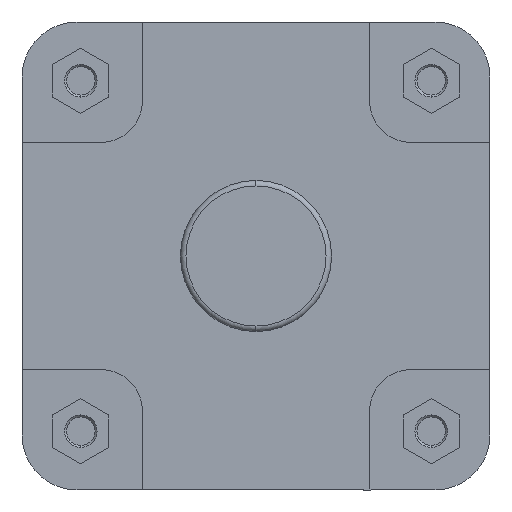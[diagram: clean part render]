
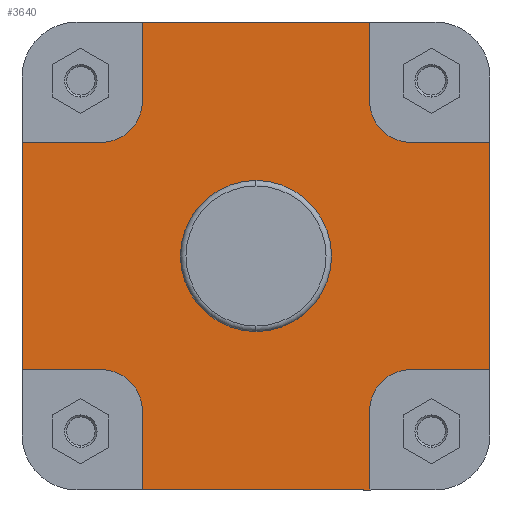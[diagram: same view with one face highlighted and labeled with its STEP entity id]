
A CAD part, left-side view. The second image highlights one B-rep face of the part: STEP entity #3640.
In plain terms, the highlighted planar face has unit normal (-1, 0, 0).
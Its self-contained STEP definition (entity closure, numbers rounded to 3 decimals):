
#123 = CARTESIAN_POINT ( 'NONE',  ( 16., -112.5, 82.5 ) ) ;
#124 = CARTESIAN_POINT ( 'NONE',  ( 16., -82.5, 112.5 ) ) ;
#125 = CARTESIAN_POINT ( 'NONE',  ( 16., -170., -82.5 ) ) ;
#126 = CARTESIAN_POINT ( 'NONE',  ( 16., -170., 82.5 ) ) ;
#127 = CARTESIAN_POINT ( 'NONE',  ( 16., 82.5, -170. ) ) ;
#128 = CARTESIAN_POINT ( 'NONE',  ( 16., -112.5, -82.5 ) ) ;
#129 = CARTESIAN_POINT ( 'NONE',  ( 16., -82.5, -170. ) ) ;
#130 = CARTESIAN_POINT ( 'NONE',  ( 16., -82.5, -112.5 ) ) ;
#131 = CARTESIAN_POINT ( 'NONE',  ( 16., 170., 82.5 ) ) ;
#132 = CARTESIAN_POINT ( 'NONE',  ( 16., 170., -82.5 ) ) ;
#133 = CARTESIAN_POINT ( 'NONE',  ( 16., 112.5, -82.5 ) ) ;
#134 = CARTESIAN_POINT ( 'NONE',  ( 16., 82.5, -112.5 ) ) ;
#536 = VERTEX_POINT ( 'NONE', #6157 ) ;
#538 = VERTEX_POINT ( 'NONE', #6159 ) ;
#546 = VERTEX_POINT ( 'NONE', #6167 ) ;
#551 = VERTEX_POINT ( 'NONE', #6172 ) ;
#566 = VERTEX_POINT ( 'NONE', #6187 ) ;
#574 = VERTEX_POINT ( 'NONE', #6195 ) ;
#1039 = AXIS2_PLACEMENT_3D ( 'NONE', #2359, #2369, #2370 ) ;
#1126 = AXIS2_PLACEMENT_3D ( 'NONE', #2799, #2811, #2812 ) ;
#1131 = AXIS2_PLACEMENT_3D ( 'NONE', #2854, #2859, #2860 ) ;
#1133 = AXIS2_PLACEMENT_3D ( 'NONE', #2872, #2877, #2878 ) ;
#1135 = AXIS2_PLACEMENT_3D ( 'NONE', #2904, #2906, #2907 ) ;
#1137 = AXIS2_PLACEMENT_3D ( 'NONE', #2930, #2948, #2949 ) ;
#1149 = AXIS2_PLACEMENT_3D ( 'NONE', #2996, #2997, #2998 ) ;
#1468 = FACE_OUTER_BOUND ( 'NONE', #3903, .T. ) ;
#1470 = FACE_BOUND ( 'NONE', #3694, .T. ) ;
#1666 = LINE ( 'NONE', #2708, #1672 ) ;
#1672 = VECTOR ( 'NONE', #2711, 1000. ) ;
#1678 = VECTOR ( 'NONE', #2734, 1000. ) ;
#1688 = LINE ( 'NONE', #2727, #1678 ) ;
#1710 = LINE ( 'NONE', #2758, #1718 ) ;
#1718 = VECTOR ( 'NONE', #2773, 1000. ) ;
#1749 = CIRCLE ( 'NONE', #1126, 54.9 ) ;
#1770 = LINE ( 'NONE', #2843, #1773 ) ;
#1773 = VECTOR ( 'NONE', #2846, 1000. ) ;
#1783 = LINE ( 'NONE', #2856, #1784 ) ;
#1784 = VECTOR ( 'NONE', #2857, 1000. ) ;
#1787 = CIRCLE ( 'NONE', #1131, 30. ) ;
#1800 = CIRCLE ( 'NONE', #1133, 30. ) ;
#1809 = LINE ( 'NONE', #2893, #1810 ) ;
#1810 = VECTOR ( 'NONE', #2894, 1000. ) ;
#1816 = LINE ( 'NONE', #2908, #1817 ) ;
#1817 = VECTOR ( 'NONE', #2909, 1000. ) ;
#1820 = CIRCLE ( 'NONE', #1135, 30. ) ;
#1838 = LINE ( 'NONE', #2928, #1839 ) ;
#1839 = VECTOR ( 'NONE', #2929, 1000. ) ;
#1840 = LINE ( 'NONE', #2931, #1841 ) ;
#1841 = VECTOR ( 'NONE', #2932, 1000. ) ;
#1848 = LINE ( 'NONE', #2939, #1849 ) ;
#1849 = VECTOR ( 'NONE', #2940, 1000. ) ;
#1852 = LINE ( 'NONE', #2946, #1853 ) ;
#1853 = VECTOR ( 'NONE', #2947, 1000. ) ;
#1856 = CIRCLE ( 'NONE', #1137, 30. ) ;
#1888 = CIRCLE ( 'NONE', #1149, 54.9 ) ;
#1999 = VECTOR ( 'NONE', #3182, 1000. ) ;
#2007 = LINE ( 'NONE', #3181, #1999 ) ;
#2359 = CARTESIAN_POINT ( 'NONE',  ( 16., 54.9, 0. ) ) ;
#2368 = PLANE ( 'NONE',  #1039 ) ;
#2369 = DIRECTION ( 'NONE',  ( 1., 0., 0. ) ) ;
#2370 = DIRECTION ( 'NONE',  ( 0., 0., -1. ) ) ;
#2708 = CARTESIAN_POINT ( 'NONE',  ( 16., -170., 82.5 ) ) ;
#2711 = DIRECTION ( 'NONE',  ( 0., -1., 0. ) ) ;
#2727 = CARTESIAN_POINT ( 'NONE',  ( 16., -112.5, -82.5 ) ) ;
#2734 = DIRECTION ( 'NONE',  ( 0., 1., 0. ) ) ;
#2758 = CARTESIAN_POINT ( 'NONE',  ( 16., 112.5, 82.5 ) ) ;
#2773 = DIRECTION ( 'NONE',  ( 0., -1., 0. ) ) ;
#2799 = CARTESIAN_POINT ( 'NONE',  ( 16., 0., 0. ) ) ;
#2811 = DIRECTION ( 'NONE',  ( -1., 0., 0. ) ) ;
#2812 = DIRECTION ( 'NONE',  ( 0., 0., 1. ) ) ;
#2843 = CARTESIAN_POINT ( 'NONE',  ( 16., -374.141, -170. ) ) ;
#2846 = DIRECTION ( 'NONE',  ( 0., -1., 0. ) ) ;
#2854 = CARTESIAN_POINT ( 'NONE',  ( 16., 112.5, 112.5 ) ) ;
#2856 = CARTESIAN_POINT ( 'NONE',  ( 16., 170., 0. ) ) ;
#2857 = DIRECTION ( 'NONE',  ( 0., 0., 1. ) ) ;
#2859 = DIRECTION ( 'NONE',  ( -1., 0., 0. ) ) ;
#2860 = DIRECTION ( 'NONE',  ( 0., 1., 0. ) ) ;
#2872 = CARTESIAN_POINT ( 'NONE',  ( 16., -112.5, -112.5 ) ) ;
#2877 = DIRECTION ( 'NONE',  ( -1., 0., 0. ) ) ;
#2878 = DIRECTION ( 'NONE',  ( 0., -1., 0. ) ) ;
#2893 = CARTESIAN_POINT ( 'NONE',  ( 16., 82.5, 170. ) ) ;
#2894 = DIRECTION ( 'NONE',  ( 0., 0., 1. ) ) ;
#2904 = CARTESIAN_POINT ( 'NONE',  ( 16., 112.5, -112.5 ) ) ;
#2906 = DIRECTION ( 'NONE',  ( -1., 0., 0. ) ) ;
#2907 = DIRECTION ( 'NONE',  ( 0., 0., -1. ) ) ;
#2908 = CARTESIAN_POINT ( 'NONE',  ( 16., 170., -82.5 ) ) ;
#2909 = DIRECTION ( 'NONE',  ( 0., 1., 0. ) ) ;
#2928 = CARTESIAN_POINT ( 'NONE',  ( 16., -170., 0. ) ) ;
#2929 = DIRECTION ( 'NONE',  ( 0., 0., 1. ) ) ;
#2930 = CARTESIAN_POINT ( 'NONE',  ( 16., -112.5, 112.5 ) ) ;
#2931 = CARTESIAN_POINT ( 'NONE',  ( 16., -82.5, -170. ) ) ;
#2932 = DIRECTION ( 'NONE',  ( 0., 0., -1. ) ) ;
#2939 = CARTESIAN_POINT ( 'NONE',  ( 16., 82.5, -112.5 ) ) ;
#2940 = DIRECTION ( 'NONE',  ( 0., 0., 1. ) ) ;
#2946 = CARTESIAN_POINT ( 'NONE',  ( 16., -374.141, 170. ) ) ;
#2947 = DIRECTION ( 'NONE',  ( 0., -1., 0. ) ) ;
#2948 = DIRECTION ( 'NONE',  ( -1., 0., 0. ) ) ;
#2949 = DIRECTION ( 'NONE',  ( 0., 0., 1. ) ) ;
#2996 = CARTESIAN_POINT ( 'NONE',  ( 16., 0., 0. ) ) ;
#2997 = DIRECTION ( 'NONE',  ( -1., 0., 0. ) ) ;
#2998 = DIRECTION ( 'NONE',  ( 0., 0., 1. ) ) ;
#3181 = CARTESIAN_POINT ( 'NONE',  ( 16., -82.5, 112.5 ) ) ;
#3182 = DIRECTION ( 'NONE',  ( 0., 0., -1. ) ) ;
#3640 = ADVANCED_FACE ( 'NONE', ( #1470, #1468 ), #2368, .F. ) ;
#3694 = EDGE_LOOP ( 'NONE', ( #4838, #4837 ) ) ;
#3903 = EDGE_LOOP ( 'NONE', ( #4836, #4835, #4834, #4833, #4832, #4831, #4830, #4829, #4828, #4827, #4826, #4825, #4824, #4823, #4822, #4821 ) ) ;
#4821 = ORIENTED_EDGE ( 'NONE', *, *, #5619, .F. ) ;
#4822 = ORIENTED_EDGE ( 'NONE', *, *, #5603, .F. ) ;
#4823 = ORIENTED_EDGE ( 'NONE', *, *, #5604, .F. ) ;
#4824 = ORIENTED_EDGE ( 'NONE', *, *, #5582, .F. ) ;
#4825 = ORIENTED_EDGE ( 'NONE', *, *, #5545, .F. ) ;
#4826 = ORIENTED_EDGE ( 'NONE', *, *, #5583, .F. ) ;
#4827 = ORIENTED_EDGE ( 'NONE', *, *, #5598, .F. ) ;
#4828 = ORIENTED_EDGE ( 'NONE', *, *, #5622, .F. ) ;
#4829 = ORIENTED_EDGE ( 'NONE', *, *, #5721, .F. ) ;
#4830 = ORIENTED_EDGE ( 'NONE', *, *, #5623, .F. ) ;
#4831 = ORIENTED_EDGE ( 'NONE', *, *, #5518, .F. ) ;
#4832 = ORIENTED_EDGE ( 'NONE', *, *, #5614, .T. ) ;
#4833 = ORIENTED_EDGE ( 'NONE', *, *, #5528, .F. ) ;
#4834 = ORIENTED_EDGE ( 'NONE', *, *, #5591, .F. ) ;
#4835 = ORIENTED_EDGE ( 'NONE', *, *, #5615, .F. ) ;
#4836 = ORIENTED_EDGE ( 'NONE', *, *, #5577, .T. ) ;
#4837 = ORIENTED_EDGE ( 'NONE', *, *, #5643, .F. ) ;
#4838 = ORIENTED_EDGE ( 'NONE', *, *, #5562, .F. ) ;
#5518 = EDGE_CURVE ( 'NONE', #5913, #5916, #1666, .T. ) ;
#5528 = EDGE_CURVE ( 'NONE', #5915, #5918, #1688, .T. ) ;
#5545 = EDGE_CURVE ( 'NONE', #5921, #538, #1710, .T. ) ;
#5562 = EDGE_CURVE ( 'NONE', #536, #546, #1749, .T. ) ;
#5577 = EDGE_CURVE ( 'NONE', #5917, #5919, #1770, .T. ) ;
#5582 = EDGE_CURVE ( 'NONE', #5922, #5921, #1783, .T. ) ;
#5583 = EDGE_CURVE ( 'NONE', #538, #566, #1787, .T. ) ;
#5591 = EDGE_CURVE ( 'NONE', #5918, #5920, #1800, .T. ) ;
#5598 = EDGE_CURVE ( 'NONE', #566, #574, #1809, .T. ) ;
#5603 = EDGE_CURVE ( 'NONE', #5924, #5923, #1820, .T. ) ;
#5604 = EDGE_CURVE ( 'NONE', #5923, #5922, #1816, .T. ) ;
#5614 = EDGE_CURVE ( 'NONE', #5915, #5916, #1838, .T. ) ;
#5615 = EDGE_CURVE ( 'NONE', #5920, #5919, #1840, .T. ) ;
#5619 = EDGE_CURVE ( 'NONE', #5917, #5924, #1848, .T. ) ;
#5622 = EDGE_CURVE ( 'NONE', #574, #551, #1852, .T. ) ;
#5623 = EDGE_CURVE ( 'NONE', #5914, #5913, #1856, .T. ) ;
#5643 = EDGE_CURVE ( 'NONE', #546, #536, #1888, .T. ) ;
#5721 = EDGE_CURVE ( 'NONE', #551, #5914, #2007, .T. ) ;
#5913 = VERTEX_POINT ( 'NONE', #123 ) ;
#5914 = VERTEX_POINT ( 'NONE', #124 ) ;
#5915 = VERTEX_POINT ( 'NONE', #125 ) ;
#5916 = VERTEX_POINT ( 'NONE', #126 ) ;
#5917 = VERTEX_POINT ( 'NONE', #127 ) ;
#5918 = VERTEX_POINT ( 'NONE', #128 ) ;
#5919 = VERTEX_POINT ( 'NONE', #129 ) ;
#5920 = VERTEX_POINT ( 'NONE', #130 ) ;
#5921 = VERTEX_POINT ( 'NONE', #131 ) ;
#5922 = VERTEX_POINT ( 'NONE', #132 ) ;
#5923 = VERTEX_POINT ( 'NONE', #133 ) ;
#5924 = VERTEX_POINT ( 'NONE', #134 ) ;
#6157 = CARTESIAN_POINT ( 'NONE',  ( 16., 0., 54.9 ) ) ;
#6159 = CARTESIAN_POINT ( 'NONE',  ( 16., 112.5, 82.5 ) ) ;
#6167 = CARTESIAN_POINT ( 'NONE',  ( 16., 0., -54.9 ) ) ;
#6172 = CARTESIAN_POINT ( 'NONE',  ( 16., -82.5, 170. ) ) ;
#6187 = CARTESIAN_POINT ( 'NONE',  ( 16., 82.5, 112.5 ) ) ;
#6195 = CARTESIAN_POINT ( 'NONE',  ( 16., 82.5, 170. ) ) ;
